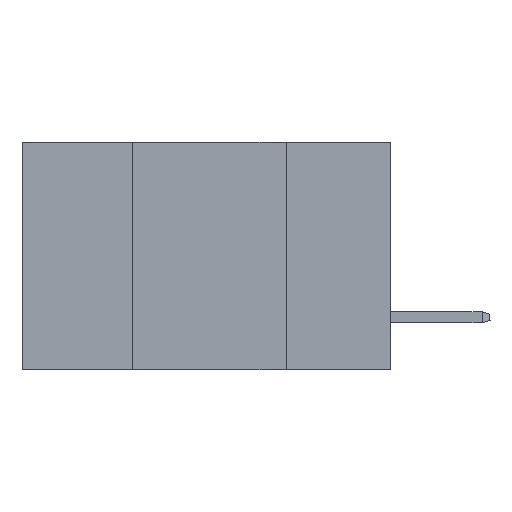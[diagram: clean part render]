
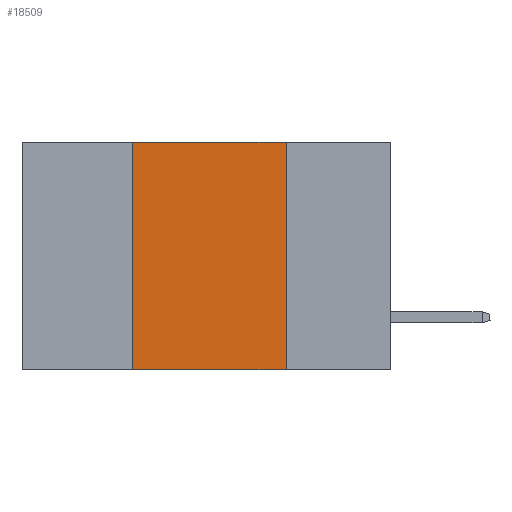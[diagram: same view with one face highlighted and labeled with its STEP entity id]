
A CAD part, left-side view. The second image highlights one B-rep face of the part: STEP entity #18509.
In plain terms, the highlighted planar face has unit normal (-1, 0, 0).
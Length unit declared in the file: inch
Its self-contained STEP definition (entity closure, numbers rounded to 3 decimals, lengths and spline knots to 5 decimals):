
#2131 = EDGE_CURVE ( 'NONE', #42761, #19344, #17707, .T. ) ;
#2249 = CARTESIAN_POINT ( 'NONE',  ( 0., 0.17, -0.37 ) ) ;
#2981 = VERTEX_POINT ( 'NONE', #19096 ) ;
#6294 = VECTOR ( 'NONE', #18789, 39.37008 ) ;
#6408 = VECTOR ( 'NONE', #21443, 39.37008 ) ;
#7570 = ORIENTED_EDGE ( 'NONE', *, *, #44005, .F. ) ;
#7580 = CARTESIAN_POINT ( 'NONE',  ( 0., 0.6, 0. ) ) ;
#8208 = CARTESIAN_POINT ( 'NONE',  ( 0., 0.42, 0. ) ) ;
#11378 = ORIENTED_EDGE ( 'NONE', *, *, #35519, .F. ) ;
#11520 = CARTESIAN_POINT ( 'NONE',  ( 0., 0.42, 0. ) ) ;
#12110 = PLANE ( 'NONE',  #31309 ) ;
#12763 = VERTEX_POINT ( 'NONE', #8208 ) ;
#14973 = CARTESIAN_POINT ( 'NONE',  ( 0., 0.6, -0.37 ) ) ;
#16108 = DIRECTION ( 'NONE',  ( 0., 0., -1. ) ) ;
#17435 = LINE ( 'NONE', #7580, #28161 ) ;
#17707 = LINE ( 'NONE', #14973, #6408 ) ;
#18509 = ADVANCED_FACE ( 'NONE', ( #42039 ), #12110, .F. ) ;
#18789 = DIRECTION ( 'NONE',  ( 0., 0., 1. ) ) ;
#19096 = CARTESIAN_POINT ( 'NONE',  ( 0., 0.17, 0. ) ) ;
#19153 = ORIENTED_EDGE ( 'NONE', *, *, #2131, .T. ) ;
#19344 = VERTEX_POINT ( 'NONE', #2249 ) ;
#19934 = ORIENTED_EDGE ( 'NONE', *, *, #28322, .F. ) ;
#21443 = DIRECTION ( 'NONE',  ( 0., -1., 0. ) ) ;
#23025 = LINE ( 'NONE', #33297, #24098 ) ;
#23419 = CARTESIAN_POINT ( 'NONE',  ( 0., 0.42, -0.37 ) ) ;
#24098 = VECTOR ( 'NONE', #16108, 39.37008 ) ;
#28161 = VECTOR ( 'NONE', #35017, 39.37008 ) ;
#28322 = EDGE_CURVE ( 'NONE', #42761, #12763, #33263, .T. ) ;
#28653 = DIRECTION ( 'NONE',  ( 1., 0., 0. ) ) ;
#31309 = AXIS2_PLACEMENT_3D ( 'NONE', #35790, #28653, #39168 ) ;
#33263 = LINE ( 'NONE', #11520, #6294 ) ;
#33297 = CARTESIAN_POINT ( 'NONE',  ( 0., 0.17, 0. ) ) ;
#35017 = DIRECTION ( 'NONE',  ( 0., -1., 0. ) ) ;
#35519 = EDGE_CURVE ( 'NONE', #2981, #19344, #23025, .T. ) ;
#35790 = CARTESIAN_POINT ( 'NONE',  ( 0., 0.6, 0. ) ) ;
#37467 = EDGE_LOOP ( 'NONE', ( #11378, #7570, #19934, #19153 ) ) ;
#39168 = DIRECTION ( 'NONE',  ( 0., 0., -1. ) ) ;
#42039 = FACE_OUTER_BOUND ( 'NONE', #37467, .T. ) ;
#42761 = VERTEX_POINT ( 'NONE', #23419 ) ;
#44005 = EDGE_CURVE ( 'NONE', #12763, #2981, #17435, .T. ) ;
